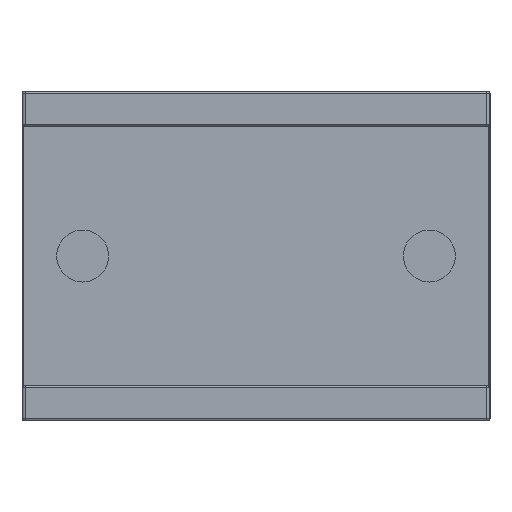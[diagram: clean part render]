
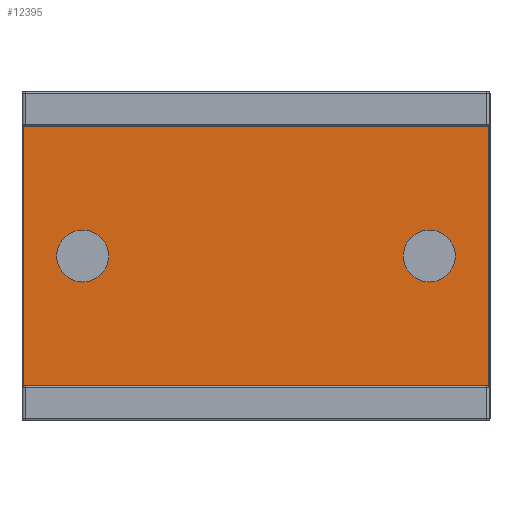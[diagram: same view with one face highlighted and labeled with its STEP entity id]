
A CAD part, left-side view. The second image highlights one B-rep face of the part: STEP entity #12395.
In plain terms, the highlighted planar face has unit normal (-1, 0, 0).
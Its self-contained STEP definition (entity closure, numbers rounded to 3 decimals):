
#141 = VECTOR ( 'NONE', #2752, 1000. ) ;
#160 = CIRCLE ( 'NONE', #15075, 1.5 ) ;
#327 = VERTEX_POINT ( 'NONE', #9967 ) ;
#468 = CARTESIAN_POINT ( 'NONE',  ( -39., 10., 0. ) ) ;
#611 = VECTOR ( 'NONE', #8975, 1000. ) ;
#784 = EDGE_CURVE ( 'NONE', #327, #16146, #17905, .T. ) ;
#920 = CARTESIAN_POINT ( 'NONE',  ( -39., -13.4, -7.5 ) ) ;
#983 = EDGE_LOOP ( 'NONE', ( #8222, #3759 ) ) ;
#1038 = DIRECTION ( 'NONE',  ( 1., 0., 0. ) ) ;
#1809 = DIRECTION ( 'NONE',  ( 0., 0., -1. ) ) ;
#1981 = DIRECTION ( 'NONE',  ( 1., 0., 0. ) ) ;
#2262 = VERTEX_POINT ( 'NONE', #5709 ) ;
#2275 = AXIS2_PLACEMENT_3D ( 'NONE', #9413, #10327, #14573 ) ;
#2602 = EDGE_CURVE ( 'NONE', #17563, #6132, #7595, .T. ) ;
#2752 = DIRECTION ( 'NONE',  ( 0., 1., 0. ) ) ;
#2778 = EDGE_LOOP ( 'NONE', ( #14340, #17720 ) ) ;
#3250 = DIRECTION ( 'NONE',  ( 0., 0., -1. ) ) ;
#3473 = CARTESIAN_POINT ( 'NONE',  ( -39., -10., 0. ) ) ;
#3674 = LINE ( 'NONE', #10400, #5603 ) ;
#3759 = ORIENTED_EDGE ( 'NONE', *, *, #784, .T. ) ;
#4182 = CARTESIAN_POINT ( 'NONE',  ( -39., 14.132, 7.5 ) ) ;
#4382 = CARTESIAN_POINT ( 'NONE',  ( -39., 14.132, -7.5 ) ) ;
#4720 = CIRCLE ( 'NONE', #2275, 1.5 ) ;
#4766 = DIRECTION ( 'NONE',  ( -1., 0., 0. ) ) ;
#4885 = EDGE_CURVE ( 'NONE', #2262, #9435, #3674, .T. ) ;
#4891 = DIRECTION ( 'NONE',  ( 0., 0., -1. ) ) ;
#5603 = VECTOR ( 'NONE', #7766, 1000. ) ;
#5709 = CARTESIAN_POINT ( 'NONE',  ( -39., 13.4, 7.5 ) ) ;
#6046 = CARTESIAN_POINT ( 'NONE',  ( -39., -13.4, 7.5 ) ) ;
#6132 = VERTEX_POINT ( 'NONE', #6046 ) ;
#6262 = PLANE ( 'NONE',  #17681 ) ;
#6396 = EDGE_CURVE ( 'NONE', #12244, #8632, #4720, .T. ) ;
#6794 = FACE_BOUND ( 'NONE', #2778, .T. ) ;
#7032 = FACE_OUTER_BOUND ( 'NONE', #16862, .T. ) ;
#7253 = AXIS2_PLACEMENT_3D ( 'NONE', #468, #1981, #1809 ) ;
#7497 = VECTOR ( 'NONE', #8450, 1000. ) ;
#7595 = LINE ( 'NONE', #8911, #611 ) ;
#7766 = DIRECTION ( 'NONE',  ( 0., 0., -1. ) ) ;
#7799 = EDGE_CURVE ( 'NONE', #2262, #6132, #12954, .T. ) ;
#8129 = FACE_BOUND ( 'NONE', #983, .T. ) ;
#8222 = ORIENTED_EDGE ( 'NONE', *, *, #16486, .T. ) ;
#8376 = CIRCLE ( 'NONE', #7253, 1.5 ) ;
#8450 = DIRECTION ( 'NONE',  ( 0., -1., 0. ) ) ;
#8632 = VERTEX_POINT ( 'NONE', #13209 ) ;
#8911 = CARTESIAN_POINT ( 'NONE',  ( -39., -13.4, 7.5 ) ) ;
#8975 = DIRECTION ( 'NONE',  ( 0., 0., 1. ) ) ;
#9413 = CARTESIAN_POINT ( 'NONE',  ( -39., 10., 0. ) ) ;
#9435 = VERTEX_POINT ( 'NONE', #11148 ) ;
#9967 = CARTESIAN_POINT ( 'NONE',  ( -39., -10., -1.5 ) ) ;
#10199 = ORIENTED_EDGE ( 'NONE', *, *, #16828, .F. ) ;
#10258 = CARTESIAN_POINT ( 'NONE',  ( -39., -14.837, 7.5 ) ) ;
#10327 = DIRECTION ( 'NONE',  ( 1., 0., 0. ) ) ;
#10336 = CARTESIAN_POINT ( 'NONE',  ( -39., -10., 0. ) ) ;
#10400 = CARTESIAN_POINT ( 'NONE',  ( -39., 13.4, -7.5 ) ) ;
#10629 = LINE ( 'NONE', #4382, #141 ) ;
#10922 = AXIS2_PLACEMENT_3D ( 'NONE', #10336, #1038, #11239 ) ;
#11148 = CARTESIAN_POINT ( 'NONE',  ( -39., 13.4, -7.5 ) ) ;
#11239 = DIRECTION ( 'NONE',  ( 0., 0., -1. ) ) ;
#11600 = EDGE_CURVE ( 'NONE', #8632, #12244, #8376, .T. ) ;
#12244 = VERTEX_POINT ( 'NONE', #16725 ) ;
#12354 = ORIENTED_EDGE ( 'NONE', *, *, #7799, .F. ) ;
#12395 = ADVANCED_FACE ( 'NONE', ( #6794, #7032, #8129 ), #6262, .T. ) ;
#12523 = ORIENTED_EDGE ( 'NONE', *, *, #4885, .T. ) ;
#12954 = LINE ( 'NONE', #4182, #7497 ) ;
#13209 = CARTESIAN_POINT ( 'NONE',  ( -39., 10., 1.5 ) ) ;
#14340 = ORIENTED_EDGE ( 'NONE', *, *, #11600, .T. ) ;
#14538 = DIRECTION ( 'NONE',  ( 1., 0., 0. ) ) ;
#14573 = DIRECTION ( 'NONE',  ( 0., 0., -1. ) ) ;
#15075 = AXIS2_PLACEMENT_3D ( 'NONE', #3473, #14538, #3250 ) ;
#16146 = VERTEX_POINT ( 'NONE', #17101 ) ;
#16486 = EDGE_CURVE ( 'NONE', #16146, #327, #160, .T. ) ;
#16725 = CARTESIAN_POINT ( 'NONE',  ( -39., 10., -1.5 ) ) ;
#16828 = EDGE_CURVE ( 'NONE', #17563, #9435, #10629, .T. ) ;
#16862 = EDGE_LOOP ( 'NONE', ( #12354, #12523, #10199, #17657 ) ) ;
#17101 = CARTESIAN_POINT ( 'NONE',  ( -39., -10., 1.5 ) ) ;
#17563 = VERTEX_POINT ( 'NONE', #920 ) ;
#17657 = ORIENTED_EDGE ( 'NONE', *, *, #2602, .T. ) ;
#17681 = AXIS2_PLACEMENT_3D ( 'NONE', #10258, #4766, #4891 ) ;
#17720 = ORIENTED_EDGE ( 'NONE', *, *, #6396, .T. ) ;
#17905 = CIRCLE ( 'NONE', #10922, 1.5 ) ;
